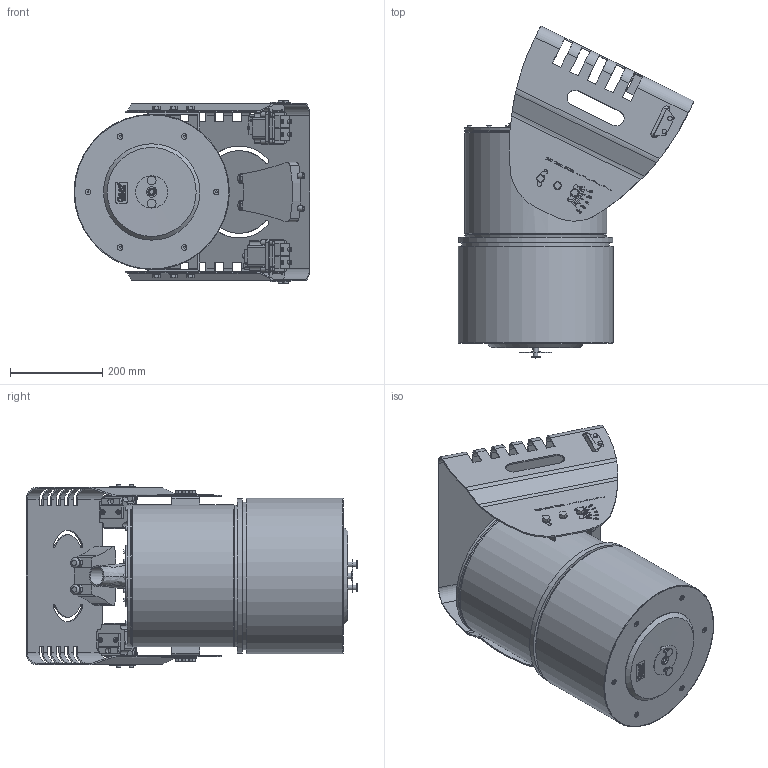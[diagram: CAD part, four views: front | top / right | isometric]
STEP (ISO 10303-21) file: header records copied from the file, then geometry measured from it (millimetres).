
FILE_DESCRIPTION(/* description */ (''),/* implementation_level */ '2;1');
FILE_NAME(/* name */ '34138_jumping_jet.stp',/* time_stamp */ '2017-11-30T08:57:26+01:00',/* author */ ('guzb562'),/* organization */ (''),/* preprocessor_version */ 'ST-DEVELOPER v16.1',/* originating_system */ 'Autodesk Inventor 2016',/* authorisation */ '');
FILE_SCHEMA (('AUTOMOTIVE_DESIGN { 1 0 10303 214 3 1 1 }'));
Products named in the file (3): 34138_jumping jet; 34138_jumping_jet_; 34138_jumping_jet
Assembly tree (2 placements, depth 2):
  34138_jumping_jet
    34138_jumping jet
    34138_jumping_jet_
Bounding box: 511.9 x 719.83 x 398 mm (x, y, z)
Volume: 40843481.2 mm3; surface area: 1515946.7 mm2
Topology: 7 solids, 7 shells, 1914 faces, 5165 edges, 3418 vertices
Faces by surface type: plane 1509, cylinder 292, bspline 93, cone 18, torus 2
Full cylindrical faces by diameter (mm): 6.8 x2, 7.7 x2, 7.73 x1, 8 x3, 8.033 x1, 8.5 x2, 9.01 x6, 9.241 x2, 9.461 x9, 9.484 x2, 9.721 x1, 10 x11, 11.633 x1, 12 x6, 12.031 x1, 13.25 x2, 17 x6, 18.482 x1, 19 x2, 21.441 x1, 21.687 x1, 39 x1, 70.019 x1, 132.977 x1, 209.129 x1, 307.981 x2, 319.777 x1, 334.458 x2, 337 x1
Entity records: 64009 total; most frequent: CARTESIAN_POINT 16400, ORIENTED_EDGE 10138, DIRECTION 9083, EDGE_CURVE 5069, LINE 4123, VECTOR 4123, VERTEX_POINT 3407, AXIS2_PLACEMENT_3D 2480
